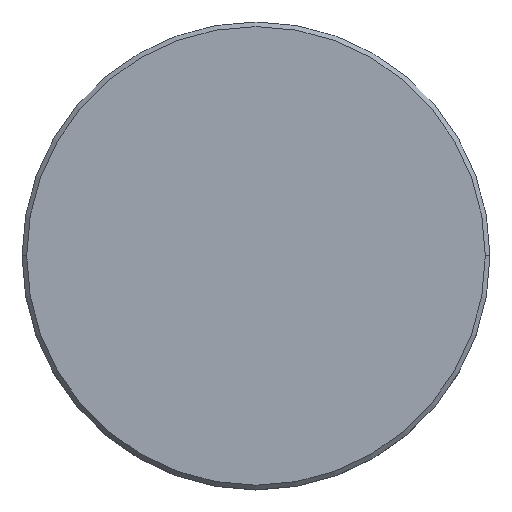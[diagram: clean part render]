
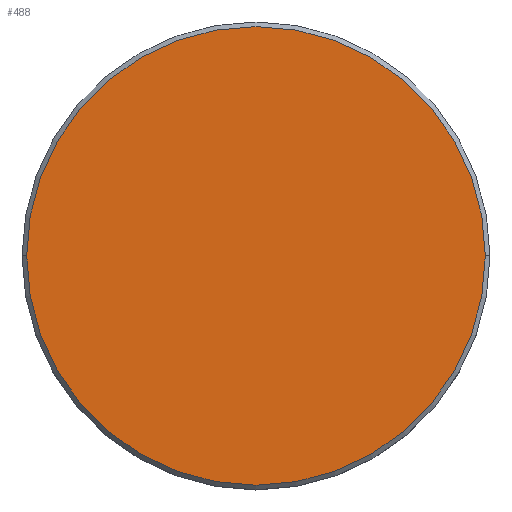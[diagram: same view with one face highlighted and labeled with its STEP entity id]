
A CAD part, top view. The second image highlights one B-rep face of the part: STEP entity #488.
In plain terms, the highlighted planar face has unit normal (0, 0, 1).
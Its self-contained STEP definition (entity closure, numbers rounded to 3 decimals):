
#488 = ADVANCED_FACE ( 'NONE', ( #5775 ), #5251, .T. ) ;
#735 = DIRECTION ( 'NONE',  ( 0., 0., 1. ) ) ;
#1241 = DIRECTION ( 'NONE',  ( 0., 0., 1. ) ) ;
#1609 = DIRECTION ( 'NONE',  ( 0., 0., 1. ) ) ;
#2129 = CARTESIAN_POINT ( 'NONE',  ( -12.45, 0., 3. ) ) ;
#2317 = AXIS2_PLACEMENT_3D ( 'NONE', #7015, #1609, #7956 ) ;
#2549 = ORIENTED_EDGE ( 'NONE', *, *, #3751, .T. ) ;
#3492 = CIRCLE ( 'NONE', #2317, 12.45 ) ;
#3659 = ORIENTED_EDGE ( 'NONE', *, *, #5494, .T. ) ;
#3751 = EDGE_CURVE ( 'NONE', #3831, #3800, #5443, .T. ) ;
#3800 = VERTEX_POINT ( 'NONE', #2129 ) ;
#3831 = VERTEX_POINT ( 'NONE', #3996 ) ;
#3996 = CARTESIAN_POINT ( 'NONE',  ( 12.45, 0., 3. ) ) ;
#4347 = AXIS2_PLACEMENT_3D ( 'NONE', #6147, #735, #7062 ) ;
#5251 = PLANE ( 'NONE',  #4347 ) ;
#5443 = CIRCLE ( 'NONE', #11721, 12.45 ) ;
#5494 = EDGE_CURVE ( 'NONE', #3800, #3831, #3492, .T. ) ;
#5775 = FACE_OUTER_BOUND ( 'NONE', #6256, .T. ) ;
#6147 = CARTESIAN_POINT ( 'NONE',  ( 0., 0., 3. ) ) ;
#6256 = EDGE_LOOP ( 'NONE', ( #3659, #2549 ) ) ;
#6657 = CARTESIAN_POINT ( 'NONE',  ( 0., 0., 3. ) ) ;
#7015 = CARTESIAN_POINT ( 'NONE',  ( 0., 0., 3. ) ) ;
#7062 = DIRECTION ( 'NONE',  ( 1., 0., 0. ) ) ;
#7568 = DIRECTION ( 'NONE',  ( 1., 0., 0. ) ) ;
#7956 = DIRECTION ( 'NONE',  ( 1., 0., 0. ) ) ;
#11721 = AXIS2_PLACEMENT_3D ( 'NONE', #6657, #1241, #7568 ) ;
